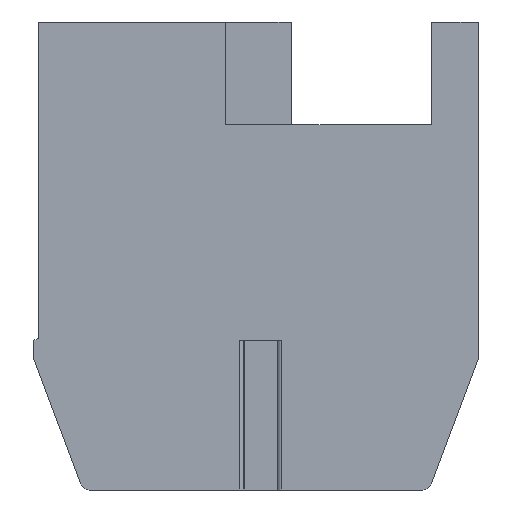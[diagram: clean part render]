
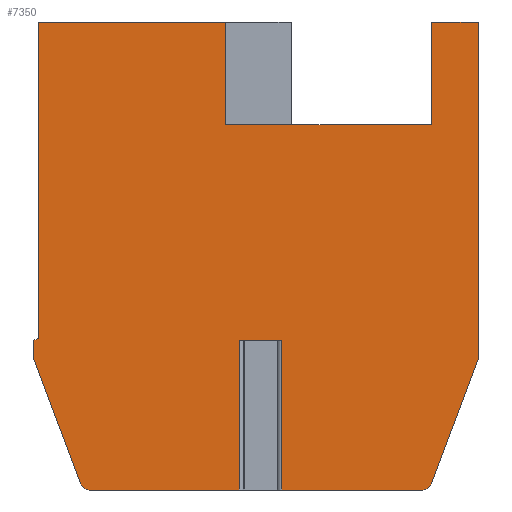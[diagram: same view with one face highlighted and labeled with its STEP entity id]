
A CAD part, front view. The second image highlights one B-rep face of the part: STEP entity #7350.
In plain terms, the highlighted planar face has unit normal (0, -1, 0).
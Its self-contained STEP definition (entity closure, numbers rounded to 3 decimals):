
#1=DIRECTION('',(1.,0.,0.));
#2=VECTOR('',#1,0.906);
#3=CARTESIAN_POINT('',(4.297,0.,-6.8));
#4=LINE('',#3,#2);
#5=DIRECTION('',(0.,0.,-1.));
#6=VECTOR('',#5,3.2);
#7=CARTESIAN_POINT('',(4.297,0.,-6.8));
#8=LINE('',#7,#6);
#9=DIRECTION('',(-1.,0.,0.));
#10=VECTOR('',#9,3.208);
#11=CARTESIAN_POINT('',(4.297,0.,-10.));
#12=LINE('',#11,#10);
#13=CARTESIAN_POINT('',(1.089,0.,-9.8));
#14=DIRECTION('',(0.,1.,0.));
#15=DIRECTION('',(0.,0.,-1.));
#16=AXIS2_PLACEMENT_3D('',#13,#14,#15);
#18=DIRECTION('',(-0.351,0.,0.936));
#19=VECTOR('',#18,2.816);
#20=CARTESIAN_POINT('',(0.901,0.,-9.87));
#21=LINE('',#20,#19);
#22=CARTESIAN_POINT('',(0.1,0.,-7.164));
#23=DIRECTION('',(0.,1.,0.));
#24=DIRECTION('',(-0.936,0.,-0.351));
#25=AXIS2_PLACEMENT_3D('',#22,#23,#24);
#27=DIRECTION('',(0.,0.,1.));
#28=VECTOR('',#27,0.364);
#29=CARTESIAN_POINT('',(-0.1,0.,-7.164));
#30=LINE('',#29,#28);
#31=DIRECTION('',(0.928,0.,0.371));
#32=VECTOR('',#31,0.108);
#33=CARTESIAN_POINT('',(-0.1,0.,-6.8));
#34=LINE('',#33,#32);
#35=DIRECTION('',(0.,0.,1.));
#36=VECTOR('',#35,6.76);
#37=CARTESIAN_POINT('',(0.,0.,-6.76));
#38=LINE('',#37,#36);
#39=DIRECTION('',(1.,0.,0.));
#40=VECTOR('',#39,4.);
#41=CARTESIAN_POINT('',(0.,0.,0.));
#42=LINE('',#41,#40);
#43=DIRECTION('',(0.,0.,-1.));
#44=VECTOR('',#43,2.2);
#45=CARTESIAN_POINT('',(4.,0.,0.));
#46=LINE('',#45,#44);
#47=DIRECTION('',(0.,0.,1.));
#48=VECTOR('',#47,2.2);
#49=CARTESIAN_POINT('',(8.4,0.,-2.2));
#50=LINE('',#49,#48);
#51=DIRECTION('',(1.,0.,0.));
#52=VECTOR('',#51,1.);
#53=CARTESIAN_POINT('',(8.4,0.,0.));
#54=LINE('',#53,#52);
#55=DIRECTION('',(0.,0.,-1.));
#56=VECTOR('',#55,7.164);
#57=CARTESIAN_POINT('',(9.4,0.,0.));
#58=LINE('',#57,#56);
#59=CARTESIAN_POINT('',(9.2,0.,-7.164));
#60=DIRECTION('',(0.,1.,0.));
#61=DIRECTION('',(1.,0.,0.));
#62=AXIS2_PLACEMENT_3D('',#59,#60,#61);
#64=DIRECTION('',(-0.351,0.,-0.936));
#65=VECTOR('',#64,2.816);
#66=CARTESIAN_POINT('',(9.387,0.,-7.234));
#67=LINE('',#66,#65);
#68=CARTESIAN_POINT('',(8.211,0.,-9.8));
#69=DIRECTION('',(0.,1.,0.));
#70=DIRECTION('',(0.936,0.,-0.351));
#71=AXIS2_PLACEMENT_3D('',#68,#69,#70);
#73=DIRECTION('',(-1.,0.,0.));
#74=VECTOR('',#73,3.008);
#75=CARTESIAN_POINT('',(8.211,0.,-10.));
#76=LINE('',#75,#74);
#77=DIRECTION('',(0.,0.,-1.));
#78=VECTOR('',#77,3.2);
#79=CARTESIAN_POINT('',(5.203,0.,-6.8));
#80=LINE('',#79,#78);
#1951=DIRECTION('',(-1.,0.,0.));
#1952=VECTOR('',#1951,4.4);
#1953=CARTESIAN_POINT('',(8.4,0.,-2.2));
#1954=LINE('',#1953,#1952);
#5769=CARTESIAN_POINT('',(-0.087,0.,-7.234));
#5770=CARTESIAN_POINT('',(-0.1,0.,-7.164));
#5771=VERTEX_POINT('',#5769);
#5772=VERTEX_POINT('',#5770);
#5773=CARTESIAN_POINT('',(-0.1,0.,-6.8));
#5774=VERTEX_POINT('',#5773);
#5775=CARTESIAN_POINT('',(0.,0.,-6.76));
#5776=VERTEX_POINT('',#5775);
#5777=CARTESIAN_POINT('',(0.,0.,0.));
#5778=VERTEX_POINT('',#5777);
#5779=CARTESIAN_POINT('',(8.4,0.,-2.2));
#5780=CARTESIAN_POINT('',(8.4,0.,0.));
#5781=VERTEX_POINT('',#5779);
#5782=VERTEX_POINT('',#5780);
#5783=CARTESIAN_POINT('',(9.4,0.,0.));
#5784=VERTEX_POINT('',#5783);
#5785=CARTESIAN_POINT('',(9.4,0.,-7.164));
#5786=VERTEX_POINT('',#5785);
#5787=CARTESIAN_POINT('',(9.387,0.,-7.234));
#5788=VERTEX_POINT('',#5787);
#5789=CARTESIAN_POINT('',(8.399,0.,-9.87));
#5790=VERTEX_POINT('',#5789);
#5791=CARTESIAN_POINT('',(8.211,0.,-10.));
#5792=VERTEX_POINT('',#5791);
#5793=CARTESIAN_POINT('',(1.089,0.,-10.));
#5794=CARTESIAN_POINT('',(0.901,0.,-9.87));
#5795=VERTEX_POINT('',#5793);
#5796=VERTEX_POINT('',#5794);
#6009=CARTESIAN_POINT('',(4.,0.,0.));
#6010=CARTESIAN_POINT('',(4.,0.,-2.2));
#6011=VERTEX_POINT('',#6009);
#6012=VERTEX_POINT('',#6010);
#6033=CARTESIAN_POINT('',(4.297,0.,-6.8));
#6034=CARTESIAN_POINT('',(5.203,0.,-6.8));
#6035=VERTEX_POINT('',#6033);
#6036=VERTEX_POINT('',#6034);
#6037=CARTESIAN_POINT('',(4.297,0.,-10.));
#6038=VERTEX_POINT('',#6037);
#6039=CARTESIAN_POINT('',(5.203,0.,-10.));
#6040=VERTEX_POINT('',#6039);
#7303=CARTESIAN_POINT('',(0.,0.,0.));
#7304=DIRECTION('',(0.,1.,0.));
#7305=DIRECTION('',(1.,0.,0.));
#7306=AXIS2_PLACEMENT_3D('',#7303,#7304,#7305);
#7307=PLANE('',#7306);
#7309=ORIENTED_EDGE('',*,*,#7308,.F.);
#7311=ORIENTED_EDGE('',*,*,#7310,.T.);
#7313=ORIENTED_EDGE('',*,*,#7312,.T.);
#7315=ORIENTED_EDGE('',*,*,#7314,.T.);
#7317=ORIENTED_EDGE('',*,*,#7316,.T.);
#7319=ORIENTED_EDGE('',*,*,#7318,.T.);
#7321=ORIENTED_EDGE('',*,*,#7320,.T.);
#7323=ORIENTED_EDGE('',*,*,#7322,.T.);
#7325=ORIENTED_EDGE('',*,*,#7324,.T.);
#7327=ORIENTED_EDGE('',*,*,#7326,.T.);
#7329=ORIENTED_EDGE('',*,*,#7328,.T.);
#7331=ORIENTED_EDGE('',*,*,#7330,.F.);
#7333=ORIENTED_EDGE('',*,*,#7332,.T.);
#7335=ORIENTED_EDGE('',*,*,#7334,.T.);
#7337=ORIENTED_EDGE('',*,*,#7336,.T.);
#7339=ORIENTED_EDGE('',*,*,#7338,.T.);
#7341=ORIENTED_EDGE('',*,*,#7340,.T.);
#7343=ORIENTED_EDGE('',*,*,#7342,.T.);
#7345=ORIENTED_EDGE('',*,*,#7344,.T.);
#7347=ORIENTED_EDGE('',*,*,#7346,.F.);
#7348=EDGE_LOOP('',(#7309,#7311,#7313,#7315,#7317,#7319,#7321,#7323,#7325,#7327,
#7329,#7331,#7333,#7335,#7337,#7339,#7341,#7343,#7345,#7347));
#7349=FACE_OUTER_BOUND('',#7348,.F.);
#7350=ADVANCED_FACE('',(#7349),#7307,.F.);
#17=CIRCLE('',#16,0.2);
#26=CIRCLE('',#25,0.2);
#63=CIRCLE('',#62,0.2);
#72=CIRCLE('',#71,0.2);
#7308=EDGE_CURVE('',#6035,#6036,#4,.T.);
#7310=EDGE_CURVE('',#6035,#6038,#8,.T.);
#7312=EDGE_CURVE('',#6038,#5795,#12,.T.);
#7314=EDGE_CURVE('',#5795,#5796,#17,.T.);
#7316=EDGE_CURVE('',#5796,#5771,#21,.T.);
#7318=EDGE_CURVE('',#5771,#5772,#26,.T.);
#7320=EDGE_CURVE('',#5772,#5774,#30,.T.);
#7322=EDGE_CURVE('',#5774,#5776,#34,.T.);
#7324=EDGE_CURVE('',#5776,#5778,#38,.T.);
#7326=EDGE_CURVE('',#5778,#6011,#42,.T.);
#7328=EDGE_CURVE('',#6011,#6012,#46,.T.);
#7330=EDGE_CURVE('',#5781,#6012,#1954,.T.);
#7332=EDGE_CURVE('',#5781,#5782,#50,.T.);
#7334=EDGE_CURVE('',#5782,#5784,#54,.T.);
#7336=EDGE_CURVE('',#5784,#5786,#58,.T.);
#7338=EDGE_CURVE('',#5786,#5788,#63,.T.);
#7340=EDGE_CURVE('',#5788,#5790,#67,.T.);
#7342=EDGE_CURVE('',#5790,#5792,#72,.T.);
#7344=EDGE_CURVE('',#5792,#6040,#76,.T.);
#7346=EDGE_CURVE('',#6036,#6040,#80,.T.);
